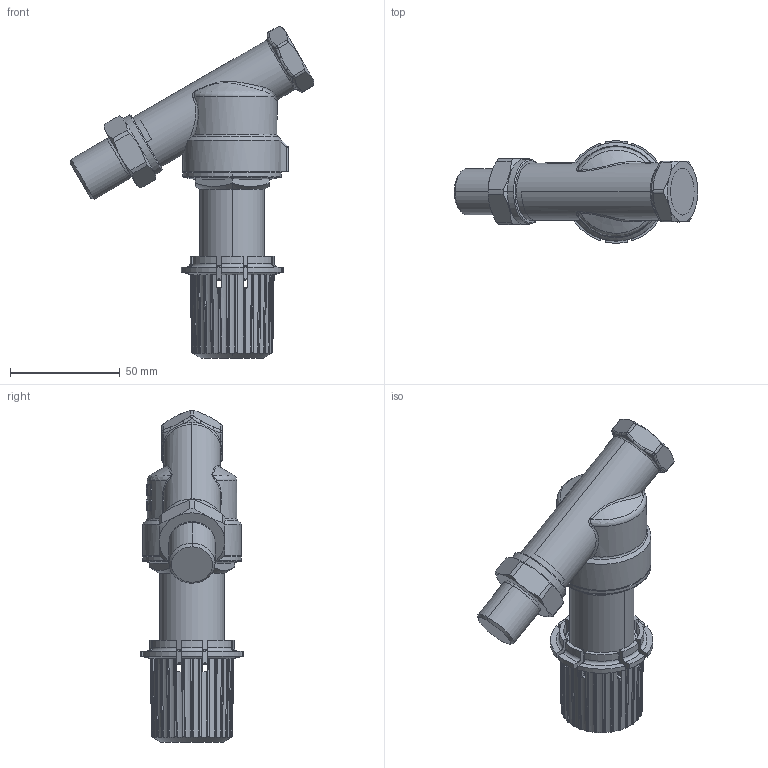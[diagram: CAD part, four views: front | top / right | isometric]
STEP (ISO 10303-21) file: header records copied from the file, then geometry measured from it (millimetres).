
FILE_DESCRIPTION((''),'2;1');
FILE_NAME('003L6018-BIM_SW0001','2023-06-09T09:42:44',('F09560'),(''),'CREO PARAMETRIC BY PTC INC, 2022124','CREO PARAMETRIC BY PTC INC, 2022124','');
FILE_SCHEMA(('AUTOMOTIVE_DESIGN { 1 0 10303 214 1 1 1 1 }'));
Length unit declared in the file: millimetre
Products named in the file (1): 003L6018-BIM_SW0001
Bounding box: 111.2 x 46.68 x 151.55 mm (x, y, z)
Volume: 100435.9 mm3; surface area: 49694.9 mm2
Topology: 1 solids, 1 shells, 826 faces, 2307 edges, 1492 vertices
Faces by surface type: cylinder 238, plane 218, bspline 173, cone 110, extrusion 51, torus 27, sphere 9
Entity records: 45484 total; most frequent: CARTESIAN_POINT 20344, ORIENTED_EDGE 4614, DIRECTION 3060, EDGE_CURVE 2307, VERTEX_POINT 1492, AXIS2_PLACEMENT_3D 1143, B_SPLINE_CURVE_WITH_KNOTS 1108, PRESENTATION_STYLE_ASSIGNMENT 870
